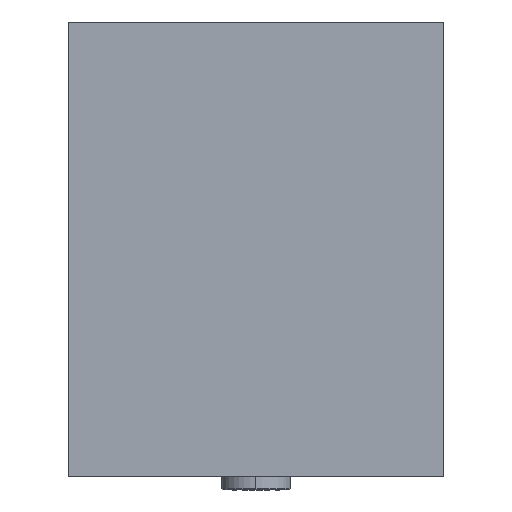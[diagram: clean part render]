
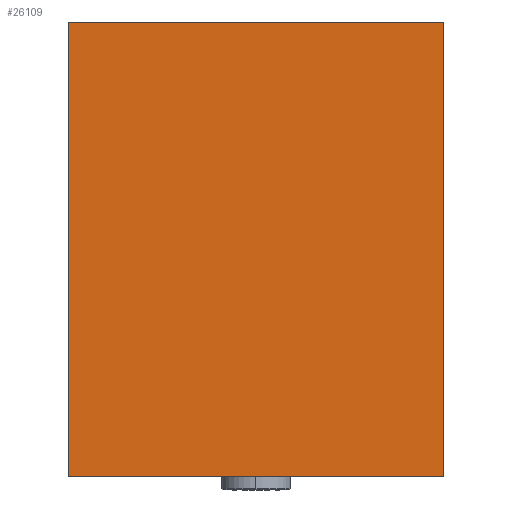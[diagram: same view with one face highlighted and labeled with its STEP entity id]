
A CAD part, left-side view. The second image highlights one B-rep face of the part: STEP entity #26109.
In plain terms, the highlighted face is planar.
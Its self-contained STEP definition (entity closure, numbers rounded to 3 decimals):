
#1045 = PLANE ( 'NONE',  #39056 ) ;
#1949 = DIRECTION ( 'NONE',  ( 0., 0.707, -0.707 ) ) ;
#2033 = EDGE_CURVE ( 'NONE', #12313, #46010, #12651, .T. ) ;
#2431 = EDGE_CURVE ( 'NONE', #16423, #16812, #5844, .T. ) ;
#5065 = CARTESIAN_POINT ( 'NONE',  ( 255., -70., -84.7 ) ) ;
#5584 = VECTOR ( 'NONE', #9311, 1000. ) ;
#5844 = LINE ( 'NONE', #38198, #33718 ) ;
#6863 = CARTESIAN_POINT ( 'NONE',  ( 255., -69.7, -85. ) ) ;
#8570 = ORIENTED_EDGE ( 'NONE', *, *, #20162, .T. ) ;
#8822 = ORIENTED_EDGE ( 'NONE', *, *, #17347, .T. ) ;
#8854 = LINE ( 'NONE', #13032, #5584 ) ;
#8924 = CARTESIAN_POINT ( 'NONE',  ( 255., -77.35, -77.35 ) ) ;
#9311 = DIRECTION ( 'NONE',  ( 0., -0.707, -0.707 ) ) ;
#9412 = DIRECTION ( 'NONE',  ( 0., 1., 0. ) ) ;
#9564 = CARTESIAN_POINT ( 'NONE',  ( 255., 77.35, 77.35 ) ) ;
#9616 = EDGE_CURVE ( 'NONE', #16812, #40809, #8854, .T. ) ;
#10062 = LINE ( 'NONE', #27748, #12153 ) ;
#10657 = VECTOR ( 'NONE', #1949, 1000. ) ;
#11224 = EDGE_CURVE ( 'NONE', #24689, #12965, #40317, .T. ) ;
#12153 = VECTOR ( 'NONE', #24263, 1000. ) ;
#12313 = VERTEX_POINT ( 'NONE', #5065 ) ;
#12651 = LINE ( 'NONE', #8924, #10657 ) ;
#12965 = VERTEX_POINT ( 'NONE', #41936 ) ;
#13032 = CARTESIAN_POINT ( 'NONE',  ( 255., -77.35, 77.35 ) ) ;
#13291 = DIRECTION ( 'NONE',  ( 0., -0.707, 0.707 ) ) ;
#15608 = ORIENTED_EDGE ( 'NONE', *, *, #11224, .T. ) ;
#16423 = VERTEX_POINT ( 'NONE', #23756 ) ;
#16812 = VERTEX_POINT ( 'NONE', #34643 ) ;
#17092 = EDGE_LOOP ( 'NONE', ( #8570, #15608, #18113, #29456, #27401, #20698, #8822, #19321 ) ) ;
#17347 = EDGE_CURVE ( 'NONE', #40809, #12313, #10062, .T. ) ;
#17711 = CARTESIAN_POINT ( 'NONE',  ( 255., 70., -85. ) ) ;
#18113 = ORIENTED_EDGE ( 'NONE', *, *, #20663, .T. ) ;
#19321 = ORIENTED_EDGE ( 'NONE', *, *, #2033, .T. ) ;
#19429 = CARTESIAN_POINT ( 'NONE',  ( 255., -70., -85. ) ) ;
#20162 = EDGE_CURVE ( 'NONE', #46010, #24689, #30589, .T. ) ;
#20663 = EDGE_CURVE ( 'NONE', #12965, #35071, #29102, .T. ) ;
#20698 = ORIENTED_EDGE ( 'NONE', *, *, #9616, .T. ) ;
#23283 = VECTOR ( 'NONE', #9412, 1000. ) ;
#23756 = CARTESIAN_POINT ( 'NONE',  ( 255., 69.7, 85. ) ) ;
#24263 = DIRECTION ( 'NONE',  ( 0., 0., -1. ) ) ;
#24689 = VERTEX_POINT ( 'NONE', #27068 ) ;
#26109 = ADVANCED_FACE ( 'NONE', ( #29658 ), #1045, .T. ) ;
#27068 = CARTESIAN_POINT ( 'NONE',  ( 255., 69.7, -85. ) ) ;
#27401 = ORIENTED_EDGE ( 'NONE', *, *, #2431, .T. ) ;
#27748 = CARTESIAN_POINT ( 'NONE',  ( 255., -70., 85. ) ) ;
#28644 = DIRECTION ( 'NONE',  ( 0., 0., 1. ) ) ;
#29102 = LINE ( 'NONE', #17711, #32934 ) ;
#29456 = ORIENTED_EDGE ( 'NONE', *, *, #31135, .T. ) ;
#29658 = FACE_OUTER_BOUND ( 'NONE', #17092, .T. ) ;
#30286 = VECTOR ( 'NONE', #13291, 1000. ) ;
#30589 = LINE ( 'NONE', #19429, #23283 ) ;
#31135 = EDGE_CURVE ( 'NONE', #35071, #16423, #34250, .T. ) ;
#32934 = VECTOR ( 'NONE', #28644, 1000. ) ;
#33718 = VECTOR ( 'NONE', #41667, 1000. ) ;
#34037 = CARTESIAN_POINT ( 'NONE',  ( 255., 77.35, -77.35 ) ) ;
#34250 = LINE ( 'NONE', #9564, #30286 ) ;
#34643 = CARTESIAN_POINT ( 'NONE',  ( 255., -69.7, 85. ) ) ;
#34709 = VECTOR ( 'NONE', #37538, 1000. ) ;
#35071 = VERTEX_POINT ( 'NONE', #43445 ) ;
#37180 = CARTESIAN_POINT ( 'NONE',  ( 255., -70., 84.7 ) ) ;
#37538 = DIRECTION ( 'NONE',  ( 0., 0.707, 0.707 ) ) ;
#38198 = CARTESIAN_POINT ( 'NONE',  ( 255., 70., 85. ) ) ;
#39056 = AXIS2_PLACEMENT_3D ( 'NONE', #40133, #39907, #44096 ) ;
#39907 = DIRECTION ( 'NONE',  ( 1., 0., 0. ) ) ;
#40133 = CARTESIAN_POINT ( 'NONE',  ( 255., 0., 0. ) ) ;
#40317 = LINE ( 'NONE', #34037, #34709 ) ;
#40809 = VERTEX_POINT ( 'NONE', #37180 ) ;
#41667 = DIRECTION ( 'NONE',  ( 0., -1., 0. ) ) ;
#41936 = CARTESIAN_POINT ( 'NONE',  ( 255., 70., -84.7 ) ) ;
#43445 = CARTESIAN_POINT ( 'NONE',  ( 255., 70., 84.7 ) ) ;
#44096 = DIRECTION ( 'NONE',  ( 0., 0., -1. ) ) ;
#46010 = VERTEX_POINT ( 'NONE', #6863 ) ;
